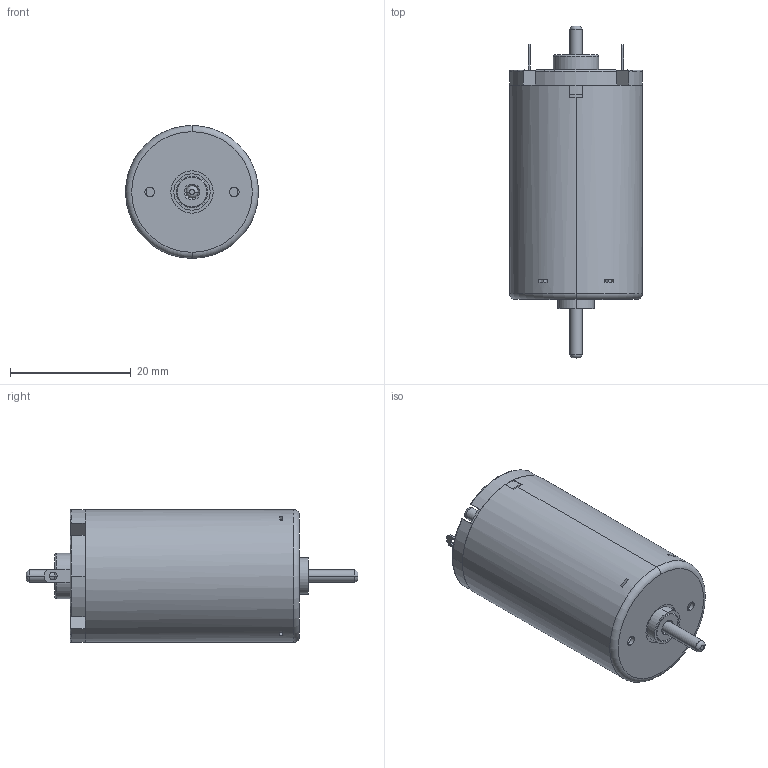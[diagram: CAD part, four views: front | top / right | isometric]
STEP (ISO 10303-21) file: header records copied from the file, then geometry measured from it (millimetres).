
FILE_DESCRIPTION (( 'STEP AP203' ), '1' );
FILE_NAME ('DC22.38.STEP', '2018-08-20T11:45:35', ( '' ), ( '' ), 'SwSTEP 2.0', 'SolidWorks 2016', '' );
FILE_SCHEMA (( 'CONFIG_CONTROL_DESIGN' ));
Length unit declared in the file: millimetre
Products named in the file (21): 01-1S45; 蓋子組件; 轉子組合; 07-1531; DC22.38-11360WRL45; RK250膠蓋; 27-1502; 13-0151; 16-15B3; 17-R2500; 32-P1508; 13-1514; 32-P1508-1; 10-250C0; 鐵殼組合; 21-13U00; 16-15A1; 02-15031; 電刷組件; 30-D243
Assembly tree (23 placements, depth 5):
  DC22.38-11360WRL45
    鐵殼組合
      17-R2500
      13-1514
      10-250C0  x2
    轉子組合
      02-15031
      01-1S45
      07-1531
      27-1502
      16-15B3  x2
      16-15A1
      30-D243
    蓋子組件
      RK250膠蓋
      13-0151
      電刷組件  x2
        32-P1508
          32-P1508
          32-P1508-1
        21-13U00
Bounding box: 22 x 55 x 22 mm (x, y, z)
Volume: 6280.2 mm3; surface area: 12312.1 mm2
Topology: 37 solids, 37 shells, 769 faces, 1993 edges, 1300 vertices
Faces by surface type: plane 487, cylinder 229, cone 18, torus 17, bspline 14, sphere 4
Entity records: 21765 total; most frequent: CARTESIAN_POINT 3764, DIRECTION 3333, ORIENTED_EDGE 3238, EDGE_CURVE 1619, AXIS2_PLACEMENT_3D 1144, VERTEX_POINT 1056, LINE 1045, VECTOR 1045
